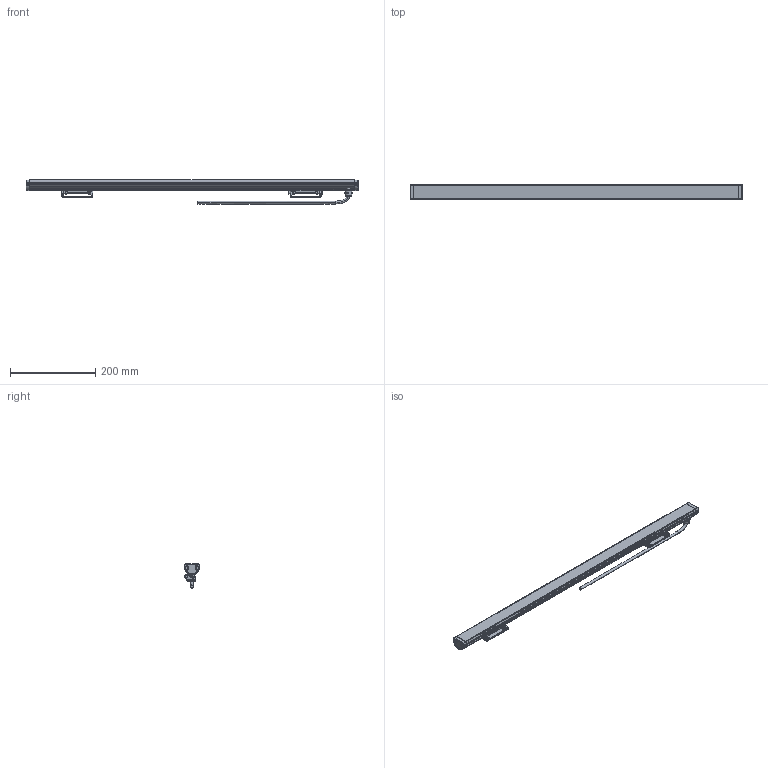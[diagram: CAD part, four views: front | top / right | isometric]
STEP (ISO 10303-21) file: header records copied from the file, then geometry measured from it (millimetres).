
FILE_DESCRIPTION(/* description */ (''),/* implementation_level */ '2;1');
FILE_NAME(/* name */ 'NL5003100_SPIKE RGB',/* time_stamp */ '2018-01-26T17:09:26+01:00',/* author */ (''),/* organization */ (''),/* preprocessor_version */ 'ST-DEVELOPER v15',/* originating_system */ '',/* authorisation */ '');
FILE_SCHEMA (('CONFIG_CONTROL_DESIGN'));
Length unit declared in the file: millimetre
Products named in the file (1): Document
Bounding box: 780 x 35 x 57 mm (x, y, z)
Volume: 118266.1 mm3; surface area: 214619.4 mm2
Topology: 32 solids, 50 shells, 1230 faces, 3045 edges, 1797 vertices
Faces by surface type: bspline 830, plane 400
Entity records: 48941 total; most frequent: CARTESIAN_POINT 31940, ORIENTED_EDGE 5682, EDGE_CURVE 2978, VERTEX_POINT 1780, B_SPLINE_CURVE_WITH_KNOTS 1498, EDGE_LOOP 1239, ADVANCED_FACE 1210, FACE_OUTER_BOUND 1210
